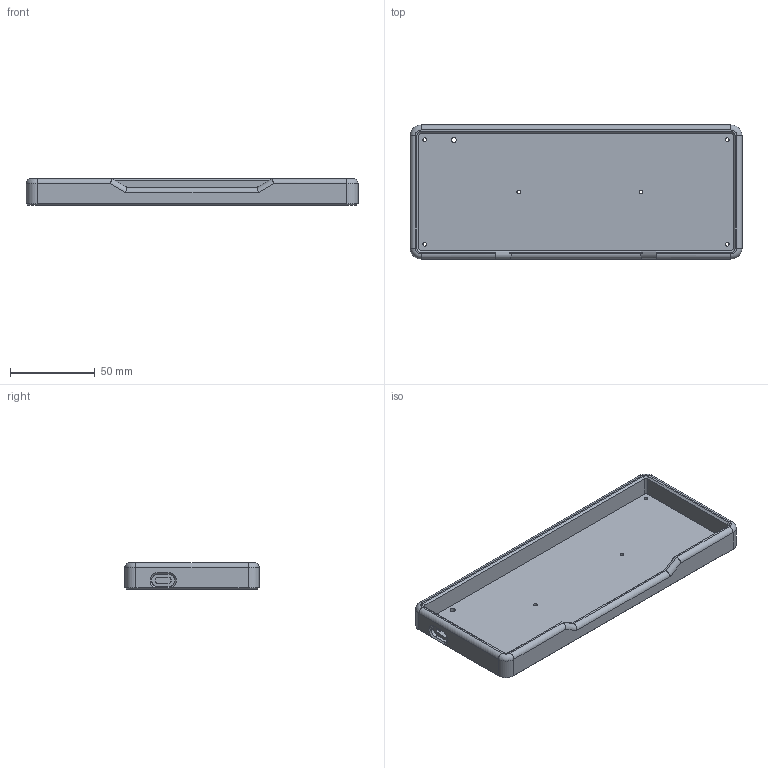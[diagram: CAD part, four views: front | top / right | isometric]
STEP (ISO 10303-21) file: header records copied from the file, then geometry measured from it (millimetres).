
FILE_DESCRIPTION(/* description */ (''),/* implementation_level */ '2;1');
FILE_NAME(/* name */ 'chaz-case.step',/* time_stamp */ '2023-12-13T23:36:23-05:00',/* author */ (''),/* organization */ (''),/* preprocessor_version */ 'ST-DEVELOPER v20',/* originating_system */ 'Autodesk Translation Framework v12.14.0.127',/* authorisation */ '');
FILE_SCHEMA (('AUTOMOTIVE_DESIGN { 1 0 10303 214 3 1 1 }'));
Length unit declared in the file: millimetre
Products named in the file (1): chaz3
Bounding box: 195.5 x 79 x 15.8 mm (x, y, z)
Volume: 84251 mm3; surface area: 43730.8 mm2
Topology: 1 solids, 1 shells, 97 faces, 240 edges, 144 vertices
Faces by surface type: plane 42, cylinder 31, cone 18, torus 4, bspline 2
Full cylindrical faces by diameter (mm): 2.2 x6, 3 x1
Entity records: 2924 total; most frequent: CARTESIAN_POINT 536, DIRECTION 508, ORIENTED_EDGE 480, EDGE_CURVE 240, AXIS2_PLACEMENT_3D 176, LINE 156, VECTOR 156, VERTEX_POINT 144
